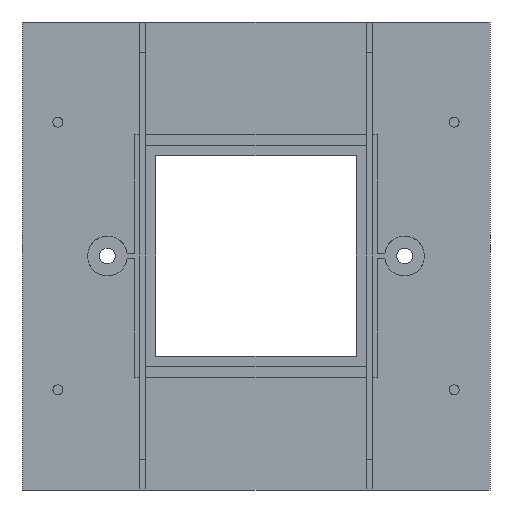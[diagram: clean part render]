
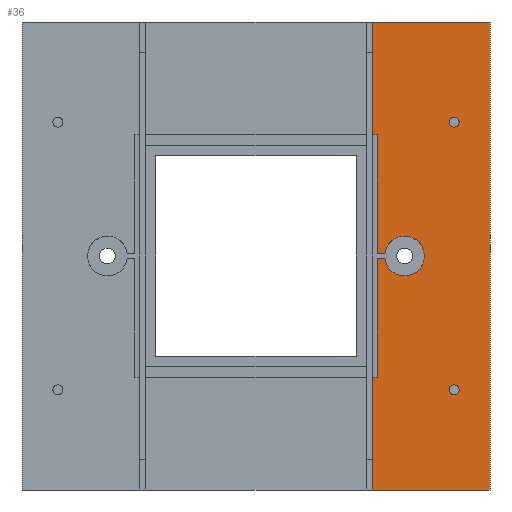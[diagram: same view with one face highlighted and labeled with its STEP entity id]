
A CAD part, front view. The second image highlights one B-rep face of the part: STEP entity #36.
In plain terms, the highlighted planar face has unit normal (0, -1, 0).
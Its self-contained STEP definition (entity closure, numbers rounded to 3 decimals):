
#14=FACE_BOUND('',#201,.T.);
#15=FACE_BOUND('',#202,.T.);
#36=ADVANCED_FACE('',(#118,#14,#15),#1340,.T.);
#118=FACE_OUTER_BOUND('',#200,.T.);
#200=EDGE_LOOP('',(#346,#347,#348,#349,#350,#351,#352,#353,#354,#355,#356,
#357,#358,#359));
#201=EDGE_LOOP('',(#360,#361));
#202=EDGE_LOOP('',(#362,#363));
#346=ORIENTED_EDGE('',*,*,#742,.T.);
#347=ORIENTED_EDGE('',*,*,#776,.T.);
#348=ORIENTED_EDGE('',*,*,#732,.T.);
#349=ORIENTED_EDGE('',*,*,#750,.T.);
#350=ORIENTED_EDGE('',*,*,#766,.F.);
#351=ORIENTED_EDGE('',*,*,#763,.T.);
#352=ORIENTED_EDGE('',*,*,#756,.F.);
#353=ORIENTED_EDGE('',*,*,#781,.F.);
#354=ORIENTED_EDGE('',*,*,#784,.F.);
#355=ORIENTED_EDGE('',*,*,#778,.F.);
#356=ORIENTED_EDGE('',*,*,#760,.T.);
#357=ORIENTED_EDGE('',*,*,#771,.F.);
#358=ORIENTED_EDGE('',*,*,#768,.F.);
#359=ORIENTED_EDGE('',*,*,#751,.T.);
#360=ORIENTED_EDGE('',*,*,#774,.T.);
#361=ORIENTED_EDGE('',*,*,#775,.T.);
#362=ORIENTED_EDGE('',*,*,#773,.T.);
#363=ORIENTED_EDGE('',*,*,#772,.T.);
#732=EDGE_CURVE('',#1171,#1172,#1001,.T.);
#742=EDGE_CURVE('',#1184,#1182,#1011,.T.);
#750=EDGE_CURVE('',#1172,#1192,#1019,.T.);
#751=EDGE_CURVE('',#1193,#1184,#1020,.T.);
#756=EDGE_CURVE('',#1195,#1197,#1025,.T.);
#760=EDGE_CURVE('',#1199,#1201,#1029,.T.);
#763=EDGE_CURVE('',#1203,#1197,#1032,.T.);
#766=EDGE_CURVE('',#1203,#1192,#1035,.T.);
#768=EDGE_CURVE('',#1193,#1205,#1037,.T.);
#771=EDGE_CURVE('',#1205,#1201,#1040,.T.);
#772=EDGE_CURVE('',#1206,#1207,#943,.T.);
#773=EDGE_CURVE('',#1207,#1206,#944,.T.);
#774=EDGE_CURVE('',#1208,#1209,#945,.T.);
#775=EDGE_CURVE('',#1209,#1208,#946,.T.);
#776=EDGE_CURVE('',#1182,#1171,#1041,.T.);
#778=EDGE_CURVE('',#1199,#1210,#948,.T.);
#781=EDGE_CURVE('',#1211,#1195,#951,.T.);
#784=EDGE_CURVE('',#1210,#1211,#954,.T.);
#943=(
BOUNDED_CURVE()
B_SPLINE_CURVE(2,(#2227,#2228,#2229,#2230,#2231),.UNSPECIFIED.,.F.,.F.)
B_SPLINE_CURVE_WITH_KNOTS((3,2,3),(-3.142,-1.571,
0.),.UNSPECIFIED.)
CURVE()
GEOMETRIC_REPRESENTATION_ITEM()
RATIONAL_B_SPLINE_CURVE((1.,0.707,1.,0.707,1.))
REPRESENTATION_ITEM('')
);
#944=(
BOUNDED_CURVE()
B_SPLINE_CURVE(2,(#2232,#2233,#2234,#2235,#2236),.UNSPECIFIED.,.F.,.F.)
B_SPLINE_CURVE_WITH_KNOTS((3,2,3),(-3.142,-1.571,
0.),.UNSPECIFIED.)
CURVE()
GEOMETRIC_REPRESENTATION_ITEM()
RATIONAL_B_SPLINE_CURVE((1.,0.707,1.,0.707,1.))
REPRESENTATION_ITEM('')
);
#945=(
BOUNDED_CURVE()
B_SPLINE_CURVE(2,(#2237,#2238,#2239,#2240,#2241),.UNSPECIFIED.,.F.,.F.)
B_SPLINE_CURVE_WITH_KNOTS((3,2,3),(-3.142,-1.571,
0.),.UNSPECIFIED.)
CURVE()
GEOMETRIC_REPRESENTATION_ITEM()
RATIONAL_B_SPLINE_CURVE((1.,0.707,1.,0.707,1.))
REPRESENTATION_ITEM('')
);
#946=(
BOUNDED_CURVE()
B_SPLINE_CURVE(2,(#2242,#2243,#2244,#2245,#2246),.UNSPECIFIED.,.F.,.F.)
B_SPLINE_CURVE_WITH_KNOTS((3,2,3),(-3.142,-1.571,
0.),.UNSPECIFIED.)
CURVE()
GEOMETRIC_REPRESENTATION_ITEM()
RATIONAL_B_SPLINE_CURVE((1.,0.707,1.,0.707,1.))
REPRESENTATION_ITEM('')
);
#948=(
BOUNDED_CURVE()
B_SPLINE_CURVE(2,(#2251,#2252,#2253,#2254,#2255),.UNSPECIFIED.,.F.,.F.)
B_SPLINE_CURVE_WITH_KNOTS((3,2,3),(-0.446,0.,5.387),
 .UNSPECIFIED.)
CURVE()
GEOMETRIC_REPRESENTATION_ITEM()
RATIONAL_B_SPLINE_CURVE((1.,1.,1.,0.782,1.))
REPRESENTATION_ITEM('')
);
#951=(
BOUNDED_CURVE()
B_SPLINE_CURVE(2,(#2263,#2264,#2265,#2266,#2267),.UNSPECIFIED.,.F.,.F.)
B_SPLINE_CURVE_WITH_KNOTS((3,2,3),(0.,5.387,5.833),
 .UNSPECIFIED.)
CURVE()
GEOMETRIC_REPRESENTATION_ITEM()
RATIONAL_B_SPLINE_CURVE((1.,0.782,1.,1.,1.))
REPRESENTATION_ITEM('')
);
#954=(
BOUNDED_CURVE()
B_SPLINE_CURVE(2,(#2278,#2279,#2280,#2281,#2282),.UNSPECIFIED.,.F.,.F.)
B_SPLINE_CURVE_WITH_KNOTS((3,2,3),(0.,6.283,12.566),
 .UNSPECIFIED.)
CURVE()
GEOMETRIC_REPRESENTATION_ITEM()
RATIONAL_B_SPLINE_CURVE((1.,0.707,1.,0.707,1.))
REPRESENTATION_ITEM('')
);
#1001=B_SPLINE_CURVE_WITH_KNOTS('',1,(#2129,#2130,#2131),.UNSPECIFIED.,
 .F.,.F.,(2,1,2),(-23.25,0.,0.5),.UNSPECIFIED.);
#1011=B_SPLINE_CURVE_WITH_KNOTS('',1,(#2157,#2158,#2159),.UNSPECIFIED.,
 .F.,.F.,(2,1,2),(70.75,71.25,94.5),.UNSPECIFIED.);
#1019=B_SPLINE_CURVE_WITH_KNOTS('',1,(#2175,#2176),.UNSPECIFIED.,.F.,.F.,
(2,2),(-98.445,-75.695),.UNSPECIFIED.);
#1020=B_SPLINE_CURVE_WITH_KNOTS('',1,(#2177,#2178),.UNSPECIFIED.,.F.,.F.,
(2,2),(-26.695,-3.945),.UNSPECIFIED.);
#1025=B_SPLINE_CURVE_WITH_KNOTS('',1,(#2191,#2192),.UNSPECIFIED.,.F.,.F.,
(2,2),(3.427,4.938),.UNSPECIFIED.);
#1029=B_SPLINE_CURVE_WITH_KNOTS('',1,(#2201,#2202),.UNSPECIFIED.,.F.,.F.,
(2,2),(3.427,4.938),.UNSPECIFIED.);
#1032=B_SPLINE_CURVE_WITH_KNOTS('',1,(#2208,#2209),.UNSPECIFIED.,.F.,.F.,
(2,2),(6.301,30.301),.UNSPECIFIED.);
#1035=B_SPLINE_CURVE_WITH_KNOTS('',1,(#2214,#2215),.UNSPECIFIED.,.F.,.F.,
(2,2),(-1.,0.),.UNSPECIFIED.);
#1037=B_SPLINE_CURVE_WITH_KNOTS('',1,(#2218,#2219),.UNSPECIFIED.,.F.,.F.,
(2,2),(0.,1.),.UNSPECIFIED.);
#1040=B_SPLINE_CURVE_WITH_KNOTS('',1,(#2225,#2226),.UNSPECIFIED.,.F.,.F.,
(2,2),(6.301,30.301),.UNSPECIFIED.);
#1041=B_SPLINE_CURVE_WITH_KNOTS('',1,(#2247,#2248),.UNSPECIFIED.,.F.,.F.,
(2,2),(-94.5,0.),.UNSPECIFIED.);
#1171=VERTEX_POINT('',#1972);
#1172=VERTEX_POINT('',#1973);
#1182=VERTEX_POINT('',#1983);
#1184=VERTEX_POINT('',#1985);
#1192=VERTEX_POINT('',#1993);
#1193=VERTEX_POINT('',#1994);
#1195=VERTEX_POINT('',#1996);
#1197=VERTEX_POINT('',#1998);
#1199=VERTEX_POINT('',#2000);
#1201=VERTEX_POINT('',#2002);
#1203=VERTEX_POINT('',#2004);
#1205=VERTEX_POINT('',#2006);
#1206=VERTEX_POINT('',#2007);
#1207=VERTEX_POINT('',#2008);
#1208=VERTEX_POINT('',#2009);
#1209=VERTEX_POINT('',#2010);
#1210=VERTEX_POINT('',#2011);
#1211=VERTEX_POINT('',#2012);
#1340=PLANE('',#1487);
#1487=AXIS2_PLACEMENT_3D('',#1611,#1549,$);
#1549=DIRECTION('',(0.,-1.,0.));
#1611=CARTESIAN_POINT('',(21.674,0.,56.701));
#1972=CARTESIAN_POINT('',(47.25,0.,47.25));
#1973=CARTESIAN_POINT('',(23.5,0.,47.25));
#1983=CARTESIAN_POINT('',(47.25,0.,-47.25));
#1985=CARTESIAN_POINT('',(23.5,0.,-47.25));
#1993=CARTESIAN_POINT('',(23.5,0.,24.5));
#1994=CARTESIAN_POINT('',(23.5,0.,-24.5));
#1996=CARTESIAN_POINT('',(26.011,0.,0.5));
#1998=CARTESIAN_POINT('',(24.5,0.,0.5));
#2000=CARTESIAN_POINT('',(26.011,0.,-0.5));
#2002=CARTESIAN_POINT('',(24.5,0.,-0.5));
#2004=CARTESIAN_POINT('',(24.5,0.,24.5));
#2006=CARTESIAN_POINT('',(24.5,0.,-24.5));
#2007=CARTESIAN_POINT('',(40.,0.,26.));
#2008=CARTESIAN_POINT('',(40.,0.,28.));
#2009=CARTESIAN_POINT('',(40.,0.,-28.));
#2010=CARTESIAN_POINT('',(40.,0.,-26.));
#2011=CARTESIAN_POINT('',(30.,0.,-4.));
#2012=CARTESIAN_POINT('',(30.,0.,4.));
#2129=CARTESIAN_POINT('',(47.25,0.,47.25));
#2130=CARTESIAN_POINT('',(24.,0.,47.25));
#2131=CARTESIAN_POINT('',(23.5,0.,47.25));
#2157=CARTESIAN_POINT('',(23.5,0.,-47.25));
#2158=CARTESIAN_POINT('',(24.,0.,-47.25));
#2159=CARTESIAN_POINT('',(47.25,0.,-47.25));
#2175=CARTESIAN_POINT('',(23.5,0.,47.25));
#2176=CARTESIAN_POINT('',(23.5,0.,24.5));
#2177=CARTESIAN_POINT('',(23.5,0.,-24.5));
#2178=CARTESIAN_POINT('',(23.5,0.,-47.25));
#2191=CARTESIAN_POINT('',(26.011,0.,0.5));
#2192=CARTESIAN_POINT('',(24.5,0.,0.5));
#2201=CARTESIAN_POINT('',(26.011,0.,-0.5));
#2202=CARTESIAN_POINT('',(24.5,0.,-0.5));
#2208=CARTESIAN_POINT('',(24.5,0.,24.5));
#2209=CARTESIAN_POINT('',(24.5,0.,0.5));
#2214=CARTESIAN_POINT('',(24.5,0.,24.5));
#2215=CARTESIAN_POINT('',(23.5,0.,24.5));
#2218=CARTESIAN_POINT('',(23.5,0.,-24.5));
#2219=CARTESIAN_POINT('',(24.5,0.,-24.5));
#2225=CARTESIAN_POINT('',(24.5,0.,-24.5));
#2226=CARTESIAN_POINT('',(24.5,0.,-0.5));
#2227=CARTESIAN_POINT('',(40.,0.,26.));
#2228=CARTESIAN_POINT('',(39.,0.,26.));
#2229=CARTESIAN_POINT('',(39.,0.,27.));
#2230=CARTESIAN_POINT('',(39.,0.,28.));
#2231=CARTESIAN_POINT('',(40.,0.,28.));
#2232=CARTESIAN_POINT('',(40.,0.,28.));
#2233=CARTESIAN_POINT('',(41.,0.,28.));
#2234=CARTESIAN_POINT('',(41.,0.,27.));
#2235=CARTESIAN_POINT('',(41.,0.,26.));
#2236=CARTESIAN_POINT('',(40.,0.,26.));
#2237=CARTESIAN_POINT('',(40.,0.,-28.));
#2238=CARTESIAN_POINT('',(39.,0.,-28.));
#2239=CARTESIAN_POINT('',(39.,0.,-27.));
#2240=CARTESIAN_POINT('',(39.,0.,-26.));
#2241=CARTESIAN_POINT('',(40.,0.,-26.));
#2242=CARTESIAN_POINT('',(40.,0.,-26.));
#2243=CARTESIAN_POINT('',(41.,0.,-26.));
#2244=CARTESIAN_POINT('',(41.,0.,-27.));
#2245=CARTESIAN_POINT('',(41.,0.,-28.));
#2246=CARTESIAN_POINT('',(40.,0.,-28.));
#2247=CARTESIAN_POINT('',(47.25,0.,-47.25));
#2248=CARTESIAN_POINT('',(47.25,0.,47.25));
#2251=CARTESIAN_POINT('',(26.011,0.,-0.5));
#2252=CARTESIAN_POINT('',(26.055,0.,-0.691));
#2253=CARTESIAN_POINT('',(26.1,0.,-0.889));
#2254=CARTESIAN_POINT('',(26.809,0.,-4.));
#2255=CARTESIAN_POINT('',(30.,0.,-4.));
#2263=CARTESIAN_POINT('',(30.,0.,4.));
#2264=CARTESIAN_POINT('',(26.809,0.,4.));
#2265=CARTESIAN_POINT('',(26.1,0.,0.889));
#2266=CARTESIAN_POINT('',(26.055,0.,0.691));
#2267=CARTESIAN_POINT('',(26.011,0.,0.5));
#2278=CARTESIAN_POINT('',(30.,0.,-4.));
#2279=CARTESIAN_POINT('',(34.,0.,-4.));
#2280=CARTESIAN_POINT('',(34.,0.,0.));
#2281=CARTESIAN_POINT('',(34.,0.,4.));
#2282=CARTESIAN_POINT('',(30.,0.,4.));
